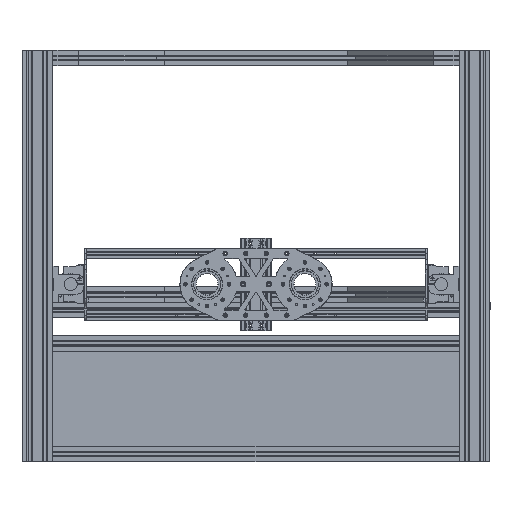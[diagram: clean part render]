
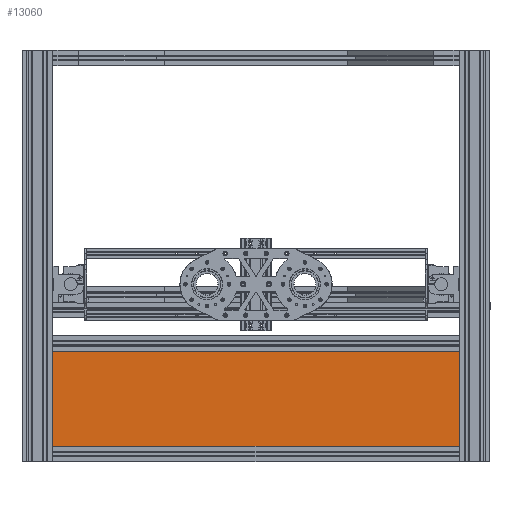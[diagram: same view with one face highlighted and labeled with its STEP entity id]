
A CAD part, front view. The second image highlights one B-rep face of the part: STEP entity #13060.
In plain terms, the highlighted planar face has unit normal (0, -1, 0).
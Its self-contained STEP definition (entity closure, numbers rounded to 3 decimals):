
#2193 = LINE ( 'NONE', #25786, #29138 ) ;
#7252 = FACE_OUTER_BOUND ( 'NONE', #20456, .T. ) ;
#8736 = LINE ( 'NONE', #36300, #45936 ) ;
#11243 = PLANE ( 'NONE',  #19892 ) ;
#11556 = EDGE_CURVE ( 'NONE', #47657, #13751, #8736, .T. ) ;
#12407 = CARTESIAN_POINT ( 'NONE',  ( -455., 0., 122.5 ) ) ;
#13060 = ADVANCED_FACE ( 'NONE', ( #7252 ), #11243, .T. ) ;
#13658 = LINE ( 'NONE', #29796, #35059 ) ;
#13751 = VERTEX_POINT ( 'NONE', #12407 ) ;
#14203 = EDGE_CURVE ( 'NONE', #47527, #17587, #13658, .T. ) ;
#14861 = EDGE_CURVE ( 'NONE', #13751, #47527, #28042, .T. ) ;
#16341 = ORIENTED_EDGE ( 'NONE', *, *, #11556, .F. ) ;
#16875 = DIRECTION ( 'NONE',  ( 0., 0., -1. ) ) ;
#17574 = CARTESIAN_POINT ( 'NONE',  ( 455., 0., 122.5 ) ) ;
#17587 = VERTEX_POINT ( 'NONE', #25444 ) ;
#17783 = ORIENTED_EDGE ( 'NONE', *, *, #44571, .F. ) ;
#19892 = AXIS2_PLACEMENT_3D ( 'NONE', #43533, #43800, #51765 ) ;
#20111 = DIRECTION ( 'NONE',  ( 1., 0., 0. ) ) ;
#20456 = EDGE_LOOP ( 'NONE', ( #22492, #43835, #16341, #17783 ) ) ;
#22492 = ORIENTED_EDGE ( 'NONE', *, *, #14203, .F. ) ;
#25444 = CARTESIAN_POINT ( 'NONE',  ( 455., 0., -122.5 ) ) ;
#25786 = CARTESIAN_POINT ( 'NONE',  ( -455., 0., -122.5 ) ) ;
#26287 = CARTESIAN_POINT ( 'NONE',  ( -455., 0., -122.5 ) ) ;
#28042 = LINE ( 'NONE', #44205, #49415 ) ;
#29138 = VECTOR ( 'NONE', #46944, 1000. ) ;
#29796 = CARTESIAN_POINT ( 'NONE',  ( 455., 0., 122.5 ) ) ;
#32318 = DIRECTION ( 'NONE',  ( 0., 0., 1. ) ) ;
#35059 = VECTOR ( 'NONE', #16875, 1000. ) ;
#36300 = CARTESIAN_POINT ( 'NONE',  ( -455., 0., 122.5 ) ) ;
#43533 = CARTESIAN_POINT ( 'NONE',  ( 0., 0., 0. ) ) ;
#43800 = DIRECTION ( 'NONE',  ( 0., -1., 0. ) ) ;
#43835 = ORIENTED_EDGE ( 'NONE', *, *, #14861, .F. ) ;
#44205 = CARTESIAN_POINT ( 'NONE',  ( -455., 0., 122.5 ) ) ;
#44571 = EDGE_CURVE ( 'NONE', #17587, #47657, #2193, .T. ) ;
#45936 = VECTOR ( 'NONE', #32318, 1000. ) ;
#46944 = DIRECTION ( 'NONE',  ( -1., 0., 0. ) ) ;
#47527 = VERTEX_POINT ( 'NONE', #17574 ) ;
#47657 = VERTEX_POINT ( 'NONE', #26287 ) ;
#49415 = VECTOR ( 'NONE', #20111, 1000. ) ;
#51765 = DIRECTION ( 'NONE',  ( 0., 0., -1. ) ) ;
